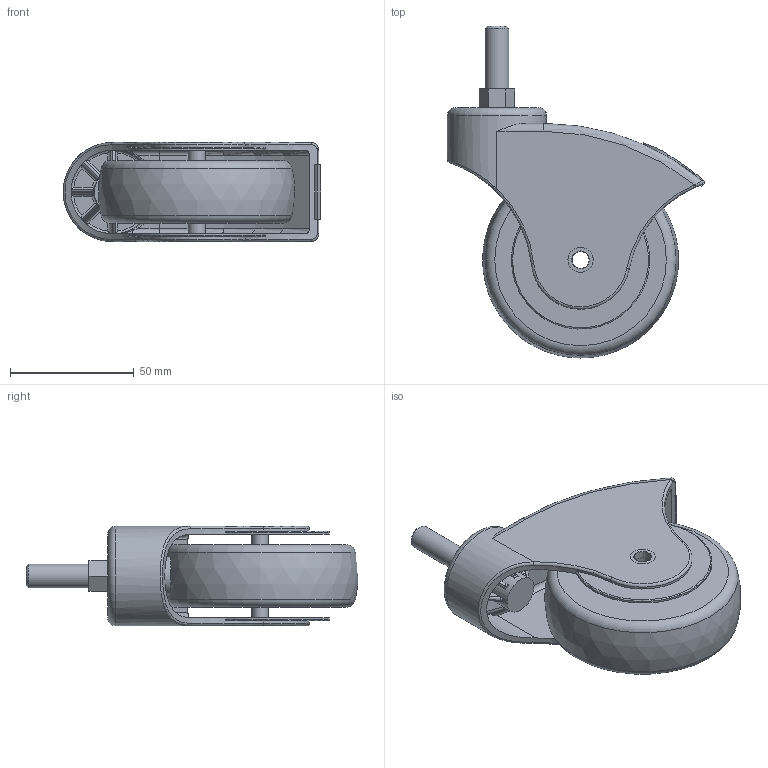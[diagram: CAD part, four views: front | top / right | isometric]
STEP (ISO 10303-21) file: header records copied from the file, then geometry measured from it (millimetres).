
FILE_DESCRIPTION(('FreeCAD Model'),'2;1');
FILE_NAME('Open CASCADE Shape Model','2025-04-29T19:10:50',('FreeCAD'),( 'FreeCAD'),'Open CASCADE STEP processor 7.6','FreeCAD','Unknown');
FILE_SCHEMA(('AUTOMOTIVE_DESIGN { 1 0 10303 214 1 1 1 1 }'));
Length unit declared in the file: millimetre
Products named in the file (1): Open CASCADE STEP translator 7.6 1
Bounding box: 104 x 134.03 x 40.13 mm (x, y, z)
Volume: 172545.3 mm3; surface area: 51216.3 mm2
Topology: 4 solids, 5 shells, 222 faces, 555 edges, 344 vertices
Faces by surface type: plane 80, cylinder 74, torus 37, bspline 27, revolution 2, cone 1, sphere 1
Full cylindrical faces by diameter (mm): 6.858 x1, 7.193 x2, 7.2 x1, 9.525 x1, 15.24 x1, 40.132 x1
Entity records: 10798 total; most frequent: CARTESIAN_POINT 5804, ORIENTED_EDGE 1106, DIRECTION 954, EDGE_CURVE 555, AXIS2_PLACEMENT_3D 362, VERTEX_POINT 344, FACE_BOUND 231, EDGE_LOOP 231
